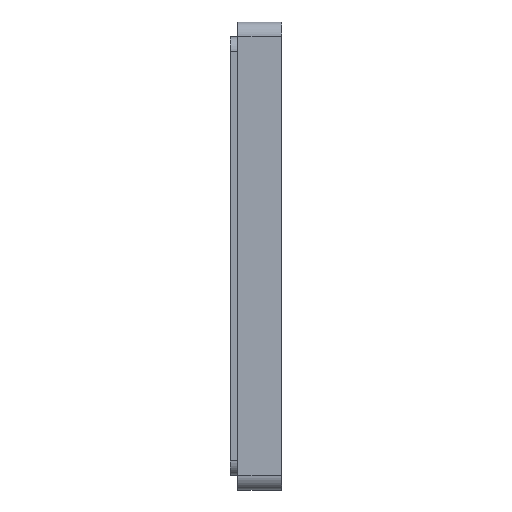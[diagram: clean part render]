
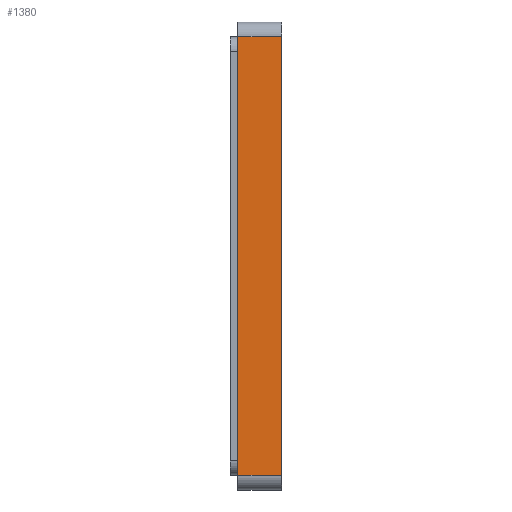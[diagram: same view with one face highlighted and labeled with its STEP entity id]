
A CAD part, left-side view. The second image highlights one B-rep face of the part: STEP entity #1380.
In plain terms, the highlighted face is planar.
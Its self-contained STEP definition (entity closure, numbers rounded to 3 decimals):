
#94 = LINE ( 'NONE', #4997, #3815 ) ;
#229 = VECTOR ( 'NONE', #4322, 1000. ) ;
#302 = PLANE ( 'NONE',  #905 ) ;
#905 = AXIS2_PLACEMENT_3D ( 'NONE', #4365, #1229, #2554 ) ;
#935 = DIRECTION ( 'NONE',  ( -1., 0., 0. ) ) ;
#1017 = CARTESIAN_POINT ( 'NONE',  ( -15., 3., -16. ) ) ;
#1031 = DIRECTION ( 'NONE',  ( 0., 1., 0. ) ) ;
#1229 = DIRECTION ( 'NONE',  ( 0., 0., 1. ) ) ;
#1380 = ADVANCED_FACE ( 'NONE', ( #2672 ), #302, .F. ) ;
#1424 = VERTEX_POINT ( 'NONE', #1017 ) ;
#1635 = EDGE_CURVE ( 'NONE', #2313, #1424, #5214, .T. ) ;
#1638 = VERTEX_POINT ( 'NONE', #2076 ) ;
#1933 = VECTOR ( 'NONE', #1031, 1000. ) ;
#2076 = CARTESIAN_POINT ( 'NONE',  ( 15., 0., -16. ) ) ;
#2203 = ORIENTED_EDGE ( 'NONE', *, *, #3021, .T. ) ;
#2290 = CARTESIAN_POINT ( 'NONE',  ( -15., 3., -16. ) ) ;
#2313 = VERTEX_POINT ( 'NONE', #4620 ) ;
#2413 = VECTOR ( 'NONE', #5567, 1000. ) ;
#2554 = DIRECTION ( 'NONE',  ( 1., 0., 0. ) ) ;
#2672 = FACE_OUTER_BOUND ( 'NONE', #4911, .T. ) ;
#2780 = LINE ( 'NONE', #4584, #2413 ) ;
#3021 = EDGE_CURVE ( 'NONE', #3292, #1424, #5024, .T. ) ;
#3086 = EDGE_CURVE ( 'NONE', #1638, #3292, #94, .T. ) ;
#3292 = VERTEX_POINT ( 'NONE', #4446 ) ;
#3815 = VECTOR ( 'NONE', #935, 1000. ) ;
#3872 = EDGE_CURVE ( 'NONE', #2313, #1638, #2780, .T. ) ;
#3887 = ORIENTED_EDGE ( 'NONE', *, *, #3086, .T. ) ;
#4322 = DIRECTION ( 'NONE',  ( -1., 0., 0. ) ) ;
#4365 = CARTESIAN_POINT ( 'NONE',  ( -16., 3., -16. ) ) ;
#4446 = CARTESIAN_POINT ( 'NONE',  ( -15., 0., -16. ) ) ;
#4584 = CARTESIAN_POINT ( 'NONE',  ( 15., 3., -16. ) ) ;
#4620 = CARTESIAN_POINT ( 'NONE',  ( 15., 3., -16. ) ) ;
#4684 = ORIENTED_EDGE ( 'NONE', *, *, #1635, .F. ) ;
#4756 = CARTESIAN_POINT ( 'NONE',  ( -16., 3., -16. ) ) ;
#4856 = ORIENTED_EDGE ( 'NONE', *, *, #3872, .T. ) ;
#4911 = EDGE_LOOP ( 'NONE', ( #3887, #2203, #4684, #4856 ) ) ;
#4997 = CARTESIAN_POINT ( 'NONE',  ( -16., 0., -16. ) ) ;
#5024 = LINE ( 'NONE', #2290, #1933 ) ;
#5214 = LINE ( 'NONE', #4756, #229 ) ;
#5567 = DIRECTION ( 'NONE',  ( 0., -1., 0. ) ) ;
